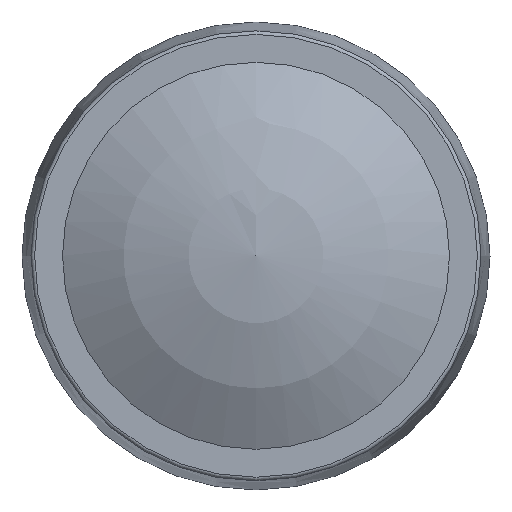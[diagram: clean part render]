
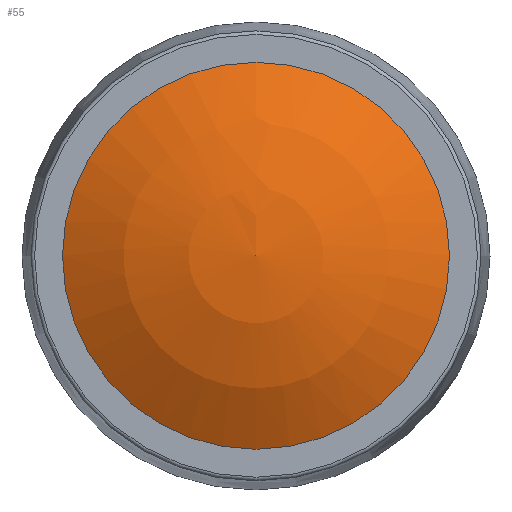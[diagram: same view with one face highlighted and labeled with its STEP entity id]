
A CAD part, top view. The second image highlights one B-rep face of the part: STEP entity #55.
In plain terms, the highlighted spherical face has radius 20.76 mm.
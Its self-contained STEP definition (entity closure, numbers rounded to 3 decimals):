
#55 = ADVANCED_FACE( '', ( #120 ), #121, .T. );
#120 = FACE_OUTER_BOUND( '', #194, .T. );
#121 = SPHERICAL_SURFACE( '', #195, 20.76 );
#194 = EDGE_LOOP( '', ( #276 ) );
#195 = AXIS2_PLACEMENT_3D( '', #277, #278, #279 );
#276 = ORIENTED_EDGE( '', *, *, #352, .T. );
#277 = CARTESIAN_POINT( '', ( 0., 0., -5.76 ) );
#278 = DIRECTION( '', ( 0., 0., 1. ) );
#279 = DIRECTION( '', ( 0., 1., 0. ) );
#352 = EDGE_CURVE( '', #396, #396, #397, .T. );
#396 = VERTEX_POINT( '', #445 );
#397 = CIRCLE( '', #446, 10.75 );
#445 = CARTESIAN_POINT( '', ( 10.75, 0., 12. ) );
#446 = AXIS2_PLACEMENT_3D( '', #497, #498, #499 );
#497 = CARTESIAN_POINT( '', ( 0., 0., 12. ) );
#498 = DIRECTION( '', ( 0., 0., 1. ) );
#499 = DIRECTION( '', ( 1., 0., 0. ) );
